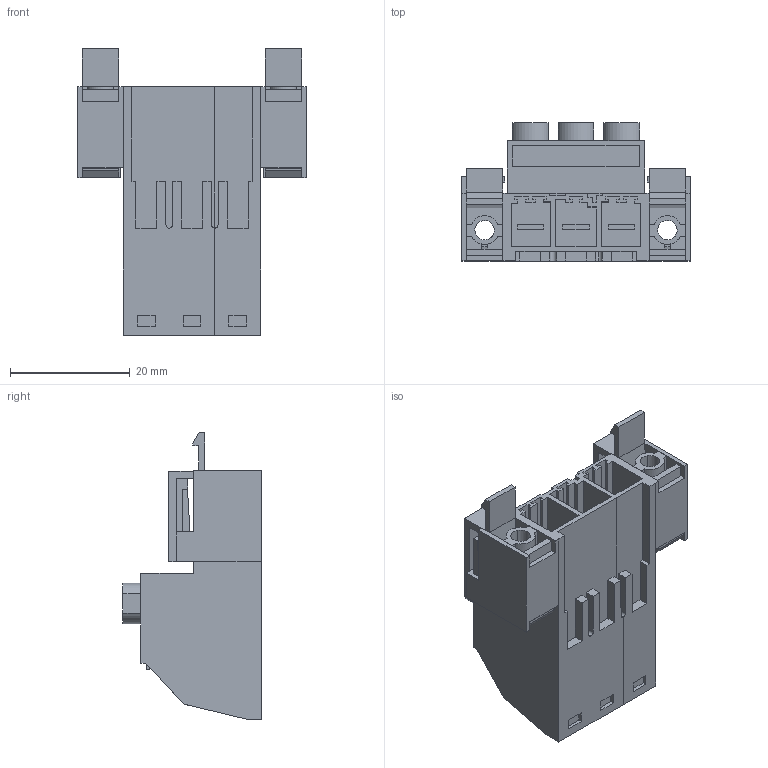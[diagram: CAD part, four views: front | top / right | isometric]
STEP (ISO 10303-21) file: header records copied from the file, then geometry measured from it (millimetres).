
FILE_DESCRIPTION(('CATIA V5 STEP Exchange','CAx-IF Rec.Pracs.--- Model Styling and Organization---1.4--- 2014-01-23'),'2;1');
FILE_NAME ('D1460198_1_1950890000_1950890000.stp','2023-02-01T13:06:32+00:00',('none'),('Weidmueller'),'CATIA Version 5-6 Release 2016 SP3 HF44','CATIA V5 STEP AP214','none');
FILE_SCHEMA(('AUTOMOTIVE_DESIGN { 1 0 10303 214 1 1 1 1 }'));
Length unit declared in the file: millimetre
Products named in the file (1): 1950890000
Bounding box: 38.1 x 23.1 x 47.75 mm (x, y, z)
Volume: 11719.9 mm3; surface area: 11819.9 mm2
Topology: 11 solids, 11 shells, 439 faces, 1207 edges, 802 vertices
Faces by surface type: plane 408, cylinder 31
Entity records: 13538 total; most frequent: ORIENTED_EDGE 2414, CARTESIAN_POINT 2398, DIRECTION 1854, EDGE_CURVE 1207, VECTOR 1124, LINE 1124, VERTEX_POINT 802, EDGE_LOOP 459
